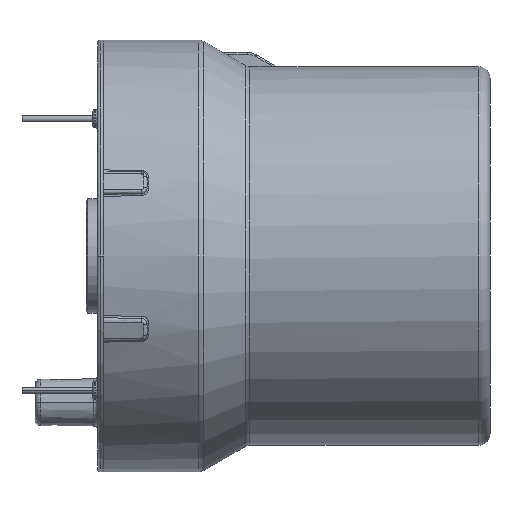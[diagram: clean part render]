
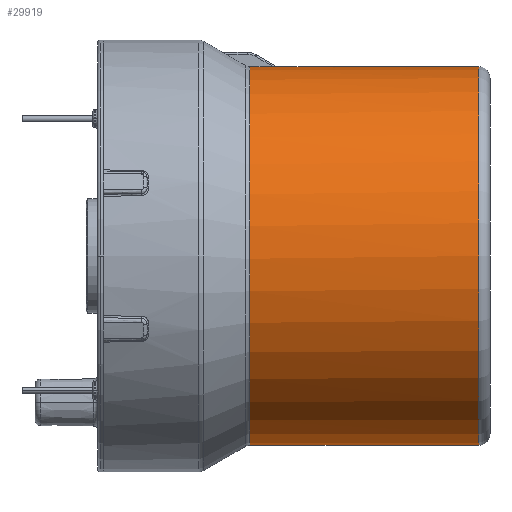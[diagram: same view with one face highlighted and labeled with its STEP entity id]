
A CAD part, left-side view. The second image highlights one B-rep face of the part: STEP entity #29919.
In plain terms, the highlighted cylindrical face has radius 26.289 mm (diameter 52.578 mm), a partial arc.
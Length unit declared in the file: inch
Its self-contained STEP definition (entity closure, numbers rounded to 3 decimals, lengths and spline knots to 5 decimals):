
#2246 = ORIENTED_EDGE ( 'NONE', *, *, #12107, .T. ) ;
#5307 = VECTOR ( 'NONE', #40634, 39.37008 ) ;
#8861 = VERTEX_POINT ( 'NONE', #79695 ) ;
#12107 = EDGE_CURVE ( 'NONE', #74226, #20970, #52809, .T. ) ;
#14705 = AXIS2_PLACEMENT_3D ( 'NONE', #40820, #100498, #49414 ) ;
#18335 = ORIENTED_EDGE ( 'NONE', *, *, #74412, .T. ) ;
#20970 = VERTEX_POINT ( 'NONE', #21296 ) ;
#21296 = CARTESIAN_POINT ( 'NONE',  ( 0., 1.21017, -1.035 ) ) ;
#21489 = EDGE_CURVE ( 'NONE', #68542, #104084, #62456, .T. ) ;
#21701 = CARTESIAN_POINT ( 'NONE',  ( 0., -0.0405, -1.035 ) ) ;
#21992 = CARTESIAN_POINT ( 'NONE',  ( 0., -0.103, 0. ) ) ;
#22253 = EDGE_CURVE ( 'NONE', #20970, #108747, #102113, .T. ) ;
#23035 = CARTESIAN_POINT ( 'NONE',  ( -0.00667, 1.06143, 1.035 ) ) ;
#27837 = ORIENTED_EDGE ( 'NONE', *, *, #21489, .T. ) ;
#28082 = LINE ( 'NONE', #31983, #5307 ) ;
#29919 = ADVANCED_FACE ( 'NONE', ( #89313 ), #55889, .T. ) ;
#31321 = ORIENTED_EDGE ( 'NONE', *, *, #22253, .T. ) ;
#31983 = CARTESIAN_POINT ( 'NONE',  ( 0., -0.103, 1.035 ) ) ;
#33585 = B_SPLINE_CURVE_WITH_KNOTS ( 'NONE', 3,
 ( #106270, #46573, #89539, #38349, #98101, #46941, #106637, #55549 ),
 .UNSPECIFIED., .F., .F.,
 ( 4, 2, 2, 4 ),
 ( 0., 0.00015, 0.0003, 0.00061 ),
 .UNSPECIFIED. ) ;
#36939 = EDGE_LOOP ( 'NONE', ( #2246, #31321, #89186, #45427, #27837, #57533, #18335 ) ) ;
#38349 = CARTESIAN_POINT ( 'NONE',  ( -0.02647, 1.06529, 1.03466 ) ) ;
#39055 = CARTESIAN_POINT ( 'NONE',  ( -0.03, 1.21017, 1.03457 ) ) ;
#39999 = CARTESIAN_POINT ( 'NONE',  ( 0., -0.0405, 1.035 ) ) ;
#40158 = CARTESIAN_POINT ( 'NONE',  ( 0., -0.103, -1.035 ) ) ;
#40634 = DIRECTION ( 'NONE',  ( 0., -1., 0. ) ) ;
#40689 = CARTESIAN_POINT ( 'NONE',  ( 0., -0.0405, 0. ) ) ;
#40820 = CARTESIAN_POINT ( 'NONE',  ( 0., 1.21017, 0. ) ) ;
#45427 = ORIENTED_EDGE ( 'NONE', *, *, #45552, .F. ) ;
#45552 = EDGE_CURVE ( 'NONE', #68542, #48232, #28082, .T. ) ;
#46573 = CARTESIAN_POINT ( 'NONE',  ( -0.02203, 1.06103, 1.03477 ) ) ;
#46839 = CARTESIAN_POINT ( 'NONE',  ( 0., 1.06143, 1.035 ) ) ;
#46941 = CARTESIAN_POINT ( 'NONE',  ( -0.02947, 1.07272, 1.03458 ) ) ;
#48232 = VERTEX_POINT ( 'NONE', #39999 ) ;
#49282 = DIRECTION ( 'NONE',  ( 0., 0., 1. ) ) ;
#49414 = DIRECTION ( 'NONE',  ( 0., 0., 1. ) ) ;
#52809 = CIRCLE ( 'NONE', #14705, 1.035 ) ;
#55549 = CARTESIAN_POINT ( 'NONE',  ( -0.03, 1.08068, 1.03457 ) ) ;
#55592 = CARTESIAN_POINT ( 'NONE',  ( -0.02, 1.06109, 1.03481 ) ) ;
#55889 = CYLINDRICAL_SURFACE ( 'NONE', #109091, 1.035 ) ;
#56552 = EDGE_CURVE ( 'NONE', #108747, #48232, #76379, .T. ) ;
#57431 = CARTESIAN_POINT ( 'NONE',  ( -0.02, 1.06109, 1.03481 ) ) ;
#57533 = ORIENTED_EDGE ( 'NONE', *, *, #91196, .T. ) ;
#59216 = CARTESIAN_POINT ( 'NONE',  ( -0.03, -0.103, 1.03457 ) ) ;
#62456 =( BOUNDED_CURVE ( )  B_SPLINE_CURVE ( 3, ( #82846, #23035, #108519, #57431 ),
 .UNSPECIFIED., .F., .F. ) 
 B_SPLINE_CURVE_WITH_KNOTS ( ( 4, 4 ),
 ( 3.14159, 3.16092 ),
 .UNSPECIFIED. ) 
 CURVE ( )  GEOMETRIC_REPRESENTATION_ITEM ( )  RATIONAL_B_SPLINE_CURVE ( ( 1., 1., 1., 1. ) ) 
 REPRESENTATION_ITEM ( '' )  );
#67792 = DIRECTION ( 'NONE',  ( 0., 1., 0. ) ) ;
#68542 = VERTEX_POINT ( 'NONE', #46839 ) ;
#74226 = VERTEX_POINT ( 'NONE', #39055 ) ;
#74412 = EDGE_CURVE ( 'NONE', #8861, #74226, #84906, .T. ) ;
#76379 = CIRCLE ( 'NONE', #77679, 1.035 ) ;
#77679 = AXIS2_PLACEMENT_3D ( 'NONE', #40689, #100370, #49282 ) ;
#79695 = CARTESIAN_POINT ( 'NONE',  ( -0.03, 1.08068, 1.03457 ) ) ;
#81807 = DIRECTION ( 'NONE',  ( 0., 0., 1. ) ) ;
#82763 = DIRECTION ( 'NONE',  ( 0., -1., 0. ) ) ;
#82846 = CARTESIAN_POINT ( 'NONE',  ( 0., 1.06143, 1.035 ) ) ;
#84906 = LINE ( 'NONE', #59216, #104845 ) ;
#89186 = ORIENTED_EDGE ( 'NONE', *, *, #56552, .T. ) ;
#89313 = FACE_OUTER_BOUND ( 'NONE', #36939, .T. ) ;
#89539 = CARTESIAN_POINT ( 'NONE',  ( -0.02386, 1.06225, 1.03473 ) ) ;
#91196 = EDGE_CURVE ( 'NONE', #104084, #8861, #33585, .T. ) ;
#98101 = CARTESIAN_POINT ( 'NONE',  ( -0.02738, 1.06709, 1.03464 ) ) ;
#98548 = DIRECTION ( 'NONE',  ( 0., -1., 0. ) ) ;
#99450 = VECTOR ( 'NONE', #82763, 39.37008 ) ;
#100370 = DIRECTION ( 'NONE',  ( 0., 1., 0. ) ) ;
#100498 = DIRECTION ( 'NONE',  ( 0., -1., 0. ) ) ;
#102113 = LINE ( 'NONE', #40158, #99450 ) ;
#104084 = VERTEX_POINT ( 'NONE', #55592 ) ;
#104845 = VECTOR ( 'NONE', #67792, 39.37008 ) ;
#106270 = CARTESIAN_POINT ( 'NONE',  ( -0.02, 1.06109, 1.03481 ) ) ;
#106637 = CARTESIAN_POINT ( 'NONE',  ( -0.03, 1.07668, 1.03457 ) ) ;
#108519 = CARTESIAN_POINT ( 'NONE',  ( -0.01333, 1.06132, 1.03494 ) ) ;
#108747 = VERTEX_POINT ( 'NONE', #21701 ) ;
#109091 = AXIS2_PLACEMENT_3D ( 'NONE', #21992, #98548, #81807 ) ;
